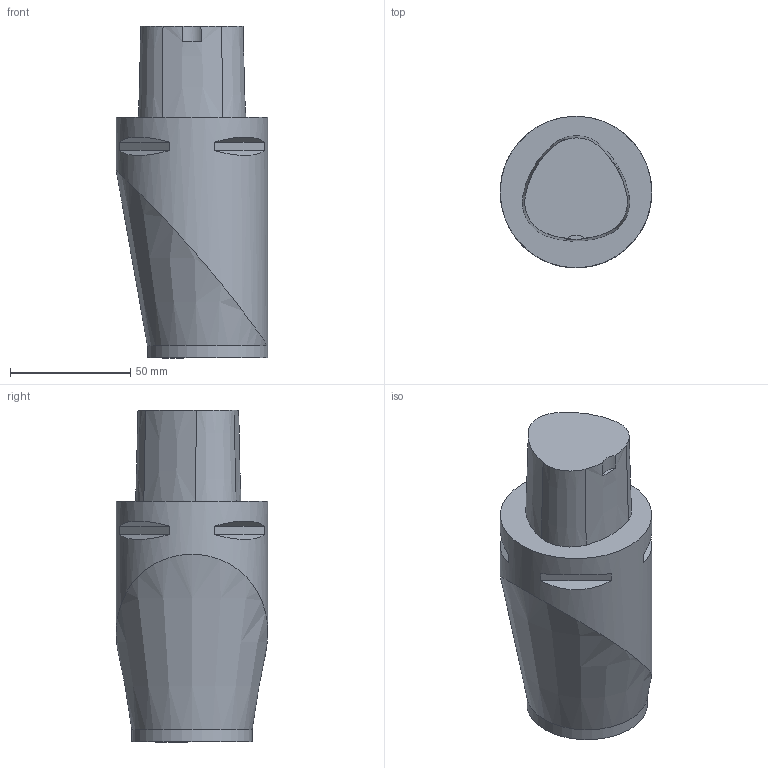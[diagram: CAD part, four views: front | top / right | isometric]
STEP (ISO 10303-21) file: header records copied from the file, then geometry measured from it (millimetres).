
FILE_DESCRIPTION(/* description */ (''),/* implementation_level */ '2;1');
FILE_NAME(/* name */ '1515401825613.stp',/* time_stamp */ '2018-01-08T09:57:13+01:00',/* author */ (''),/* organization */ ('SMS'),/* preprocessor_version */ 'ST-DEVELOPER v15',/* originating_system */ 'SIEMENS PLM Software NX 8.5',/* authorisation */ '');
FILE_SCHEMA (('AUTOMOTIVE_DESIGN { 1 0 10303 214 3 1 1 1 }'));
Length unit declared in the file: millimetre
Products named in the file (1): 201241116mod000_01
Bounding box: 63 x 63 x 138 mm (x, y, z)
Volume: 298112 mm3; surface area: 32161.9 mm2
Topology: 1 solids, 1 shells, 33 faces, 73 edges, 48 vertices
Faces by surface type: plane 17, cone 13, cylinder 3
Full cylindrical faces by diameter (mm): 50 x1, 63 x1
Entity records: 1005 total; most frequent: CARTESIAN_POINT 203, DIRECTION 180, ORIENTED_EDGE 140, AXIS2_PLACEMENT_3D 76, EDGE_CURVE 70, VERTEX_POINT 47, EDGE_LOOP 41, ADVANCED_FACE 33
